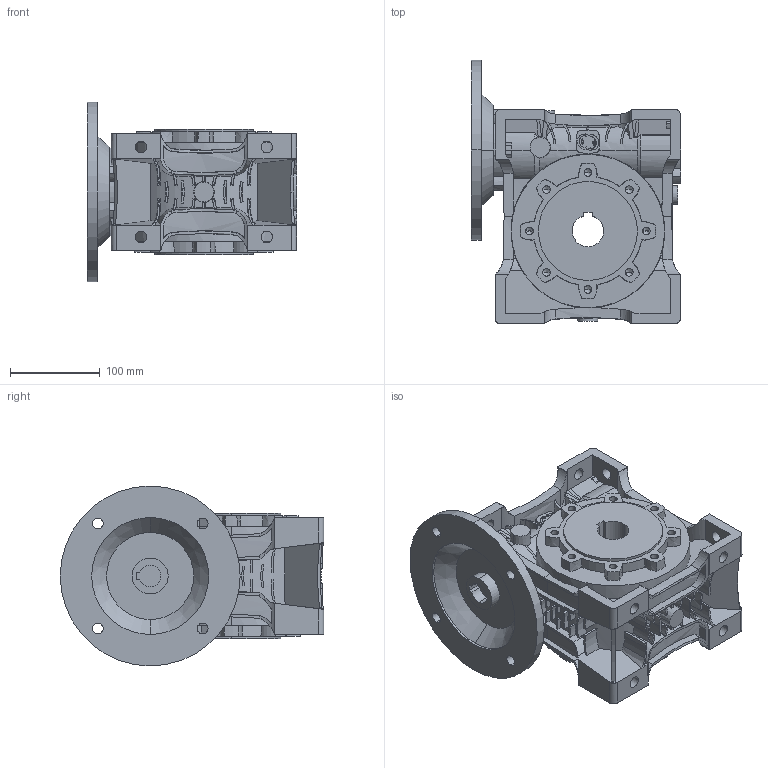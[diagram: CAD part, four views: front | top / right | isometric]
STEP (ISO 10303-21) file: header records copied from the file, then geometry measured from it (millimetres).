
FILE_DESCRIPTION (( 'STEP AP214' ), '1' );
FILE_NAME ('BOX90PAM90B5.STEP', '2013-10-02T05:50:22', ( '' ), ( '' ), 'SwSTEP 2.0', 'SolidWorks 2012', '' );
FILE_SCHEMA (( 'AUTOMOTIVE_DESIGN' ));
Length unit declared in the file: millimetre
Products named in the file (3): Box090 Input Flanges_90B5; box090; BOX90PAM90B5
Assembly tree (2 placements, depth 2):
  BOX90PAM90B5
    box090
    Box090 Input Flanges_90B5
Bounding box: 232.5 x 293 x 200 mm (x, y, z)
Volume: 4366695.1 mm3; surface area: 460157.2 mm2
Topology: 2 solids, 2 shells, 1478 faces, 4282 edges, 2827 vertices
Faces by surface type: plane 634, cone 404, cylinder 383, bspline 45, torus 12
Entity records: 55018 total; most frequent: CARTESIAN_POINT 19036, ORIENTED_EDGE 8484, DIRECTION 6105, EDGE_CURVE 4242, VERTEX_POINT 2823, AXIS2_PLACEMENT_3D 2147, LINE 1811, VECTOR 1811
